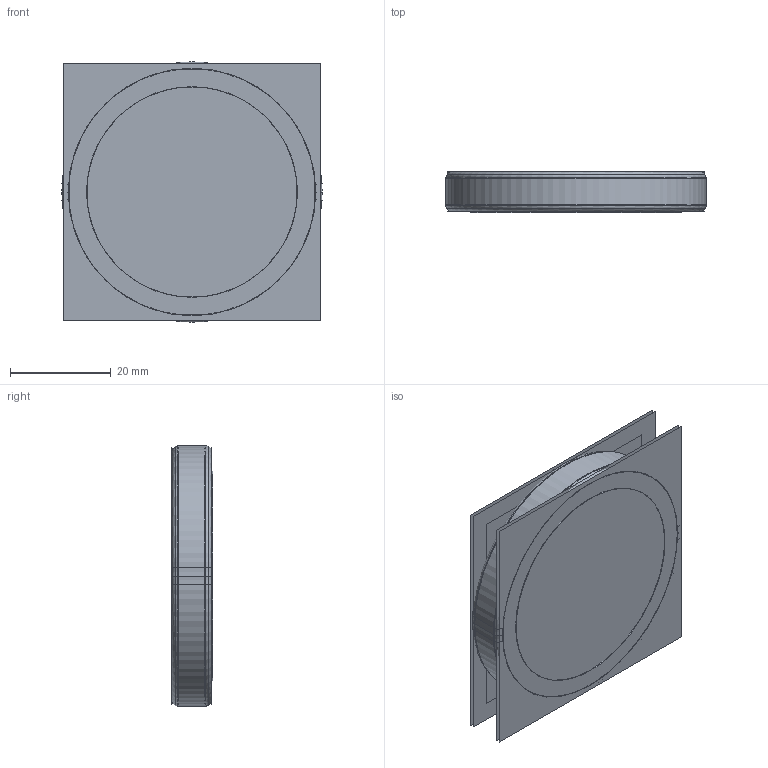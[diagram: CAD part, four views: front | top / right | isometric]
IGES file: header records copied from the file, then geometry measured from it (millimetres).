
Start section:  PTC IGES file: 190843.igs
Global section: file name: 190843.igs; native system: Creo Parametric by Parametric Technology Corporation; preprocessor: 2013230; author: pdmadmin; organization: Unknown; date: 20160111.124005; units: millimetre
Bounding box: 51.82 x 8.17 x 51.82 mm (x, y, z)
Volume: 2368.6 mm3; surface area: 40325.1 mm2
Topology: 1 solids, 1 shells, 46 faces, 220 edges, 284 vertices
Faces by surface type: revolution 36, bspline 10
